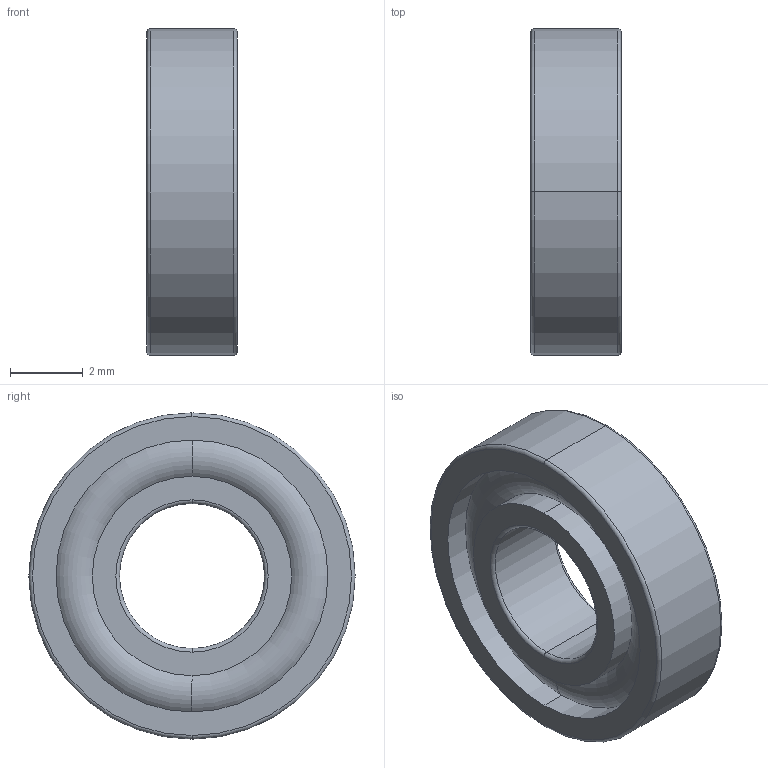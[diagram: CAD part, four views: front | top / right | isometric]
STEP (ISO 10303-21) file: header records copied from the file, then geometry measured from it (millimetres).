
FILE_DESCRIPTION (( 'STEP AP203' ), '1' );
FILE_NAME ('instrument ball bearing_68_am_AFBMA 12.1.4.1 - 0040-9 - 10-SI-NC-10_68_sldprt.STEP', '2018-10-12T15:52:33', ( '' ), ( '' ), 'SwSTEP 2.0', 'SolidWorks 2017', '' );
FILE_SCHEMA (( 'CONFIG_CONTROL_DESIGN' ));
Length unit declared in the file: millimetre
Products named in the file (1): instrument ball bearing_68_am_AFBMA 12.1.4.1 - 0040-9 - 10-SI-NC-10_68_sldprt
Bounding box: 2.5 x 9 x 9 mm (x, y, z)
Volume: 104.6 mm3; surface area: 261 mm2
Topology: 1 solids, 1 shells, 28 faces, 56 edges, 32 vertices
Faces by surface type: torus 12, cylinder 12, plane 4
Entity records: 817 total; most frequent: DIRECTION 158, CARTESIAN_POINT 117, ORIENTED_EDGE 112, AXIS2_PLACEMENT_3D 73, EDGE_CURVE 56, CIRCLE 44, VERTEX_POINT 32, EDGE_LOOP 32
